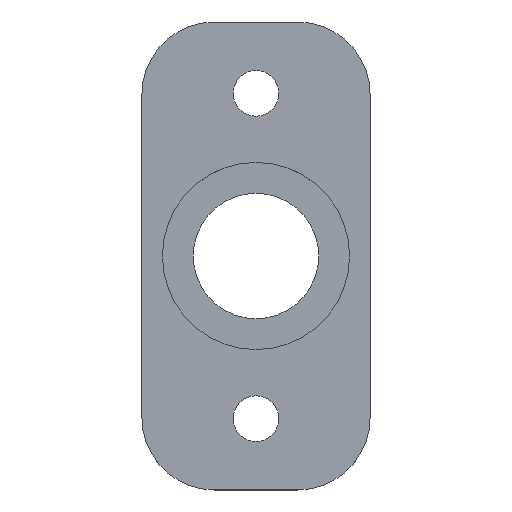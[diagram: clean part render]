
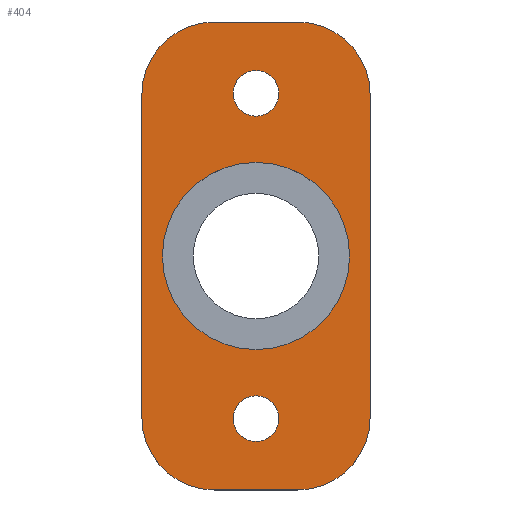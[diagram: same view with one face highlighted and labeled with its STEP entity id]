
A CAD part, top view. The second image highlights one B-rep face of the part: STEP entity #404.
In plain terms, the highlighted planar face has unit normal (0, 0, 1).
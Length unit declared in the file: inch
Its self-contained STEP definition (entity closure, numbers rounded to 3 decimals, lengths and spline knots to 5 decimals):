
#19=FACE_BOUND('',#83,.T.);
#20=FACE_BOUND('',#84,.T.);
#21=FACE_BOUND('',#85,.T.);
#28=PLANE('',#479);
#55=FACE_OUTER_BOUND('',#82,.T.);
#82=EDGE_LOOP('',(#356,#357,#358,#359,#360,#361,#362,#363));
#83=EDGE_LOOP('',(#364,#365));
#84=EDGE_LOOP('',(#366,#367));
#85=EDGE_LOOP('',(#368,#369));
#97=LINE('',#674,#121);
#100=LINE('',#682,#124);
#103=LINE('',#697,#127);
#105=LINE('',#703,#129);
#121=VECTOR('',#547,0.3937);
#124=VECTOR('',#556,0.3937);
#127=VECTOR('',#573,0.3937);
#129=VECTOR('',#581,0.3937);
#150=CIRCLE('',#450,0.25);
#151=CIRCLE('',#453,0.25);
#155=CIRCLE('',#460,0.25);
#156=CIRCLE('',#463,0.25);
#157=CIRCLE('',#466,0.07874);
#158=CIRCLE('',#467,0.07874);
#159=CIRCLE('',#469,0.07874);
#160=CIRCLE('',#470,0.07874);
#164=CIRCLE('',#476,0.32283);
#165=CIRCLE('',#477,0.32283);
#182=VERTEX_POINT('',#666);
#183=VERTEX_POINT('',#668);
#184=VERTEX_POINT('',#672);
#185=VERTEX_POINT('',#676);
#186=VERTEX_POINT('',#680);
#190=VERTEX_POINT('',#691);
#191=VERTEX_POINT('',#693);
#192=VERTEX_POINT('',#699);
#193=VERTEX_POINT('',#705);
#194=VERTEX_POINT('',#706);
#195=VERTEX_POINT('',#711);
#196=VERTEX_POINT('',#712);
#200=VERTEX_POINT('',#724);
#201=VERTEX_POINT('',#725);
#227=EDGE_CURVE('',#182,#183,#150,.T.);
#230=EDGE_CURVE('',#182,#184,#97,.T.);
#232=EDGE_CURVE('',#185,#184,#151,.T.);
#234=EDGE_CURVE('',#185,#186,#100,.T.);
#239=EDGE_CURVE('',#190,#191,#155,.T.);
#241=EDGE_CURVE('',#190,#183,#103,.T.);
#243=EDGE_CURVE('',#192,#186,#156,.T.);
#244=EDGE_CURVE('',#192,#191,#105,.T.);
#245=EDGE_CURVE('',#193,#194,#157,.T.);
#246=EDGE_CURVE('',#194,#193,#158,.T.);
#248=EDGE_CURVE('',#195,#196,#159,.T.);
#249=EDGE_CURVE('',#196,#195,#160,.T.);
#254=EDGE_CURVE('',#200,#201,#164,.T.);
#255=EDGE_CURVE('',#201,#200,#165,.T.);
#356=ORIENTED_EDGE('',*,*,#239,.F.);
#357=ORIENTED_EDGE('',*,*,#241,.T.);
#358=ORIENTED_EDGE('',*,*,#227,.F.);
#359=ORIENTED_EDGE('',*,*,#230,.T.);
#360=ORIENTED_EDGE('',*,*,#232,.F.);
#361=ORIENTED_EDGE('',*,*,#234,.T.);
#362=ORIENTED_EDGE('',*,*,#243,.F.);
#363=ORIENTED_EDGE('',*,*,#244,.T.);
#364=ORIENTED_EDGE('',*,*,#245,.T.);
#365=ORIENTED_EDGE('',*,*,#246,.T.);
#366=ORIENTED_EDGE('',*,*,#248,.T.);
#367=ORIENTED_EDGE('',*,*,#249,.T.);
#368=ORIENTED_EDGE('',*,*,#254,.T.);
#369=ORIENTED_EDGE('',*,*,#255,.T.);
#404=ADVANCED_FACE('',(#55,#19,#20,#21),#28,.T.);
#450=AXIS2_PLACEMENT_3D('',#669,#541,#542);
#453=AXIS2_PLACEMENT_3D('',#678,#551,#552);
#460=AXIS2_PLACEMENT_3D('',#694,#568,#569);
#463=AXIS2_PLACEMENT_3D('',#701,#577,#578);
#466=AXIS2_PLACEMENT_3D('',#707,#584,#585);
#467=AXIS2_PLACEMENT_3D('',#708,#586,#587);
#469=AXIS2_PLACEMENT_3D('',#713,#591,#592);
#470=AXIS2_PLACEMENT_3D('',#714,#593,#594);
#476=AXIS2_PLACEMENT_3D('',#726,#606,#607);
#477=AXIS2_PLACEMENT_3D('',#727,#608,#609);
#479=AXIS2_PLACEMENT_3D('',#731,#614,#615);
#541=DIRECTION('center_axis',(0.,0.,-1.));
#542=DIRECTION('ref_axis',(0.707,-0.707,0.));
#547=DIRECTION('',(0.,1.,0.));
#551=DIRECTION('center_axis',(0.,0.,-1.));
#552=DIRECTION('ref_axis',(0.707,0.707,0.));
#556=DIRECTION('',(-1.,0.,0.));
#568=DIRECTION('center_axis',(0.,0.,-1.));
#569=DIRECTION('ref_axis',(-0.707,-0.707,0.));
#573=DIRECTION('',(1.,0.,0.));
#577=DIRECTION('center_axis',(0.,0.,-1.));
#578=DIRECTION('ref_axis',(-0.707,0.707,0.));
#581=DIRECTION('',(0.,-1.,0.));
#584=DIRECTION('center_axis',(0.,0.,-1.));
#585=DIRECTION('ref_axis',(1.,0.,0.));
#586=DIRECTION('center_axis',(0.,0.,-1.));
#587=DIRECTION('ref_axis',(1.,0.,0.));
#591=DIRECTION('center_axis',(0.,0.,-1.));
#592=DIRECTION('ref_axis',(1.,0.,0.));
#593=DIRECTION('center_axis',(0.,0.,-1.));
#594=DIRECTION('ref_axis',(1.,0.,0.));
#606=DIRECTION('center_axis',(0.,0.,-1.));
#607=DIRECTION('ref_axis',(1.,0.,0.));
#608=DIRECTION('center_axis',(0.,0.,-1.));
#609=DIRECTION('ref_axis',(1.,0.,0.));
#614=DIRECTION('center_axis',(0.,0.,1.));
#615=DIRECTION('ref_axis',(1.,0.,0.));
#666=CARTESIAN_POINT('',(0.7874,0.25,0.15748));
#668=CARTESIAN_POINT('',(0.5374,0.,0.15748));
#669=CARTESIAN_POINT('Origin',(0.5374,0.25,0.15748));
#672=CARTESIAN_POINT('',(0.7874,1.36417,0.15748));
#674=CARTESIAN_POINT('',(0.7874,0.,0.15748));
#676=CARTESIAN_POINT('',(0.5374,1.61417,0.15748));
#678=CARTESIAN_POINT('Origin',(0.5374,1.36417,0.15748));
#680=CARTESIAN_POINT('',(0.25,1.61417,0.15748));
#682=CARTESIAN_POINT('',(0.7874,1.61417,0.15748));
#691=CARTESIAN_POINT('',(0.25,0.,0.15748));
#693=CARTESIAN_POINT('',(0.,0.25,0.15748));
#694=CARTESIAN_POINT('Origin',(0.25,0.25,0.15748));
#697=CARTESIAN_POINT('',(0.,0.,0.15748));
#699=CARTESIAN_POINT('',(0.,1.36417,0.15748));
#701=CARTESIAN_POINT('Origin',(0.25,1.36417,0.15748));
#703=CARTESIAN_POINT('',(0.,1.61417,0.15748));
#705=CARTESIAN_POINT('',(0.47244,0.24606,0.15748));
#706=CARTESIAN_POINT('',(0.31496,0.24606,0.15748));
#707=CARTESIAN_POINT('Origin',(0.3937,0.24606,0.15748));
#708=CARTESIAN_POINT('Origin',(0.3937,0.24606,0.15748));
#711=CARTESIAN_POINT('',(0.47244,1.36811,0.15748));
#712=CARTESIAN_POINT('',(0.31496,1.36811,0.15748));
#713=CARTESIAN_POINT('Origin',(0.3937,1.36811,0.15748));
#714=CARTESIAN_POINT('Origin',(0.3937,1.36811,0.15748));
#724=CARTESIAN_POINT('',(0.71654,0.80709,0.15748));
#725=CARTESIAN_POINT('',(0.07087,0.80709,0.15748));
#726=CARTESIAN_POINT('Origin',(0.3937,0.80709,0.15748));
#727=CARTESIAN_POINT('Origin',(0.3937,0.80709,0.15748));
#731=CARTESIAN_POINT('Origin',(0.3937,0.80709,0.15748));
